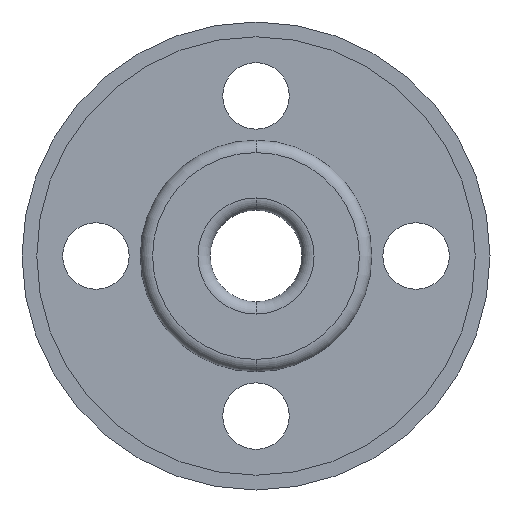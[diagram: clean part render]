
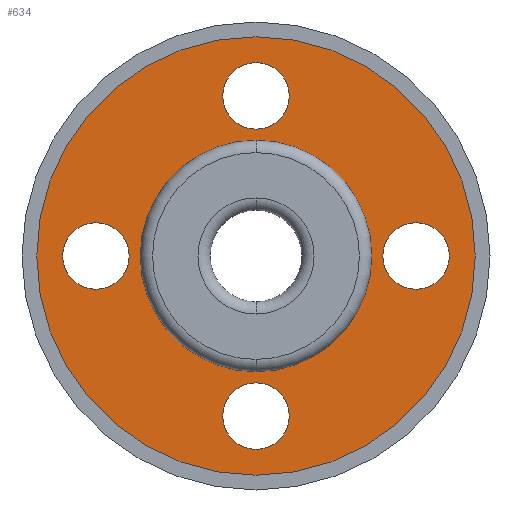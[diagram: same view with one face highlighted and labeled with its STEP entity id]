
A CAD part, front view. The second image highlights one B-rep face of the part: STEP entity #634.
In plain terms, the highlighted planar face has unit normal (0, -1, 0).
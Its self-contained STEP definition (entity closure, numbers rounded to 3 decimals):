
#3 = DIRECTION ( 'NONE',  ( 0., 0., 1. ) ) ;
#8 = EDGE_CURVE ( 'NONE', #835, #1109, #826, .T. ) ;
#10 = AXIS2_PLACEMENT_3D ( 'NONE', #1183, #1263, #1069 ) ;
#26 = VERTEX_POINT ( 'NONE', #1306 ) ;
#61 = ORIENTED_EDGE ( 'NONE', *, *, #1329, .T. ) ;
#65 = PLANE ( 'NONE',  #499 ) ;
#76 = DIRECTION ( 'NONE',  ( 0., 0., 1. ) ) ;
#91 = CARTESIAN_POINT ( 'NONE',  ( 0., 9., -23.5 ) ) ;
#93 = CARTESIAN_POINT ( 'NONE',  ( 0., 9., 23.5 ) ) ;
#94 = AXIS2_PLACEMENT_3D ( 'NONE', #275, #473, #689 ) ;
#126 = DIRECTION ( 'NONE',  ( 0., 0., -1. ) ) ;
#132 = CIRCLE ( 'NONE', #999, 6.75 ) ;
#138 = EDGE_LOOP ( 'NONE', ( #1043, #1211 ) ) ;
#162 = ORIENTED_EDGE ( 'NONE', *, *, #207, .F. ) ;
#167 = EDGE_LOOP ( 'NONE', ( #268, #61 ) ) ;
#207 = EDGE_CURVE ( 'NONE', #905, #734, #542, .T. ) ;
#233 = VERTEX_POINT ( 'NONE', #93 ) ;
#237 = DIRECTION ( 'NONE',  ( 0., -1., 0. ) ) ;
#240 = AXIS2_PLACEMENT_3D ( 'NONE', #736, #1165, #126 ) ;
#251 = ORIENTED_EDGE ( 'NONE', *, *, #287, .F. ) ;
#267 = AXIS2_PLACEMENT_3D ( 'NONE', #364, #768, #667 ) ;
#268 = ORIENTED_EDGE ( 'NONE', *, *, #563, .T. ) ;
#275 = CARTESIAN_POINT ( 'NONE',  ( 0., 9., 0. ) ) ;
#287 = EDGE_CURVE ( 'NONE', #1169, #742, #1262, .T. ) ;
#309 = CARTESIAN_POINT ( 'NONE',  ( 39.25, 9., 0. ) ) ;
#310 = CIRCLE ( 'NONE', #267, 6.75 ) ;
#325 = CIRCLE ( 'NONE', #1068, 6.75 ) ;
#344 = CARTESIAN_POINT ( 'NONE',  ( 0., 9., 25.75 ) ) ;
#364 = CARTESIAN_POINT ( 'NONE',  ( 32.5, 9., 0. ) ) ;
#365 = EDGE_LOOP ( 'NONE', ( #1289, #1226 ) ) ;
#387 = FACE_BOUND ( 'NONE', #138, .T. ) ;
#431 = CIRCLE ( 'NONE', #1197, 23.5 ) ;
#437 = CARTESIAN_POINT ( 'NONE',  ( 0., 9., 32.5 ) ) ;
#449 = CARTESIAN_POINT ( 'NONE',  ( -39.25, 9., 0. ) ) ;
#461 = CIRCLE ( 'NONE', #10, 44.5 ) ;
#473 = DIRECTION ( 'NONE',  ( 0., 1., 0. ) ) ;
#499 = AXIS2_PLACEMENT_3D ( 'NONE', #785, #1006, #891 ) ;
#518 = DIRECTION ( 'NONE',  ( 1., 0., 0. ) ) ;
#527 = DIRECTION ( 'NONE',  ( -1., 0., 0. ) ) ;
#536 = EDGE_CURVE ( 'NONE', #669, #1093, #310, .T. ) ;
#542 = CIRCLE ( 'NONE', #919, 6.75 ) ;
#563 = EDGE_CURVE ( 'NONE', #233, #590, #871, .T. ) ;
#565 = AXIS2_PLACEMENT_3D ( 'NONE', #622, #816, #518 ) ;
#578 = FACE_OUTER_BOUND ( 'NONE', #365, .T. ) ;
#590 = VERTEX_POINT ( 'NONE', #91 ) ;
#597 = FACE_BOUND ( 'NONE', #1132, .T. ) ;
#600 = DIRECTION ( 'NONE',  ( 0., 0., -1. ) ) ;
#622 = CARTESIAN_POINT ( 'NONE',  ( 32.5, 9., 0. ) ) ;
#630 = ORIENTED_EDGE ( 'NONE', *, *, #772, .F. ) ;
#634 = ADVANCED_FACE ( 'NONE', ( #597, #387, #688, #1026, #679, #578 ), #65, .T. ) ;
#639 = DIRECTION ( 'NONE',  ( 0., -1., 0. ) ) ;
#648 = DIRECTION ( 'NONE',  ( 0., -1., 0. ) ) ;
#649 = DIRECTION ( 'NONE',  ( 0., 0., 1. ) ) ;
#661 = EDGE_LOOP ( 'NONE', ( #748, #162 ) ) ;
#667 = DIRECTION ( 'NONE',  ( 1., 0., 0. ) ) ;
#669 = VERTEX_POINT ( 'NONE', #833 ) ;
#679 = FACE_BOUND ( 'NONE', #167, .T. ) ;
#688 = FACE_BOUND ( 'NONE', #784, .T. ) ;
#689 = DIRECTION ( 'NONE',  ( 0., 0., 1. ) ) ;
#709 = DIRECTION ( 'NONE',  ( 0., -1., 0. ) ) ;
#715 = DIRECTION ( 'NONE',  ( 0., 1., 0. ) ) ;
#727 = CARTESIAN_POINT ( 'NONE',  ( 0., 9., -39.25 ) ) ;
#734 = VERTEX_POINT ( 'NONE', #727 ) ;
#736 = CARTESIAN_POINT ( 'NONE',  ( 0., 9., -32.5 ) ) ;
#742 = VERTEX_POINT ( 'NONE', #1056 ) ;
#748 = ORIENTED_EDGE ( 'NONE', *, *, #1122, .F. ) ;
#768 = DIRECTION ( 'NONE',  ( 0., -1., 0. ) ) ;
#770 = ORIENTED_EDGE ( 'NONE', *, *, #536, .F. ) ;
#772 = EDGE_CURVE ( 'NONE', #1093, #669, #825, .T. ) ;
#780 = AXIS2_PLACEMENT_3D ( 'NONE', #804, #1103, #76 ) ;
#784 = EDGE_LOOP ( 'NONE', ( #630, #770 ) ) ;
#785 = CARTESIAN_POINT ( 'NONE',  ( 0., 9., 0. ) ) ;
#792 = CARTESIAN_POINT ( 'NONE',  ( 0., 9., 0. ) ) ;
#804 = CARTESIAN_POINT ( 'NONE',  ( 0., 9., 0. ) ) ;
#816 = DIRECTION ( 'NONE',  ( 0., -1., 0. ) ) ;
#818 = EDGE_CURVE ( 'NONE', #26, #889, #916, .T. ) ;
#825 = CIRCLE ( 'NONE', #565, 6.75 ) ;
#826 = CIRCLE ( 'NONE', #94, 44.5 ) ;
#833 = CARTESIAN_POINT ( 'NONE',  ( 25.75, 9., 0. ) ) ;
#835 = VERTEX_POINT ( 'NONE', #1076 ) ;
#857 = CARTESIAN_POINT ( 'NONE',  ( -32.5, 9., 0. ) ) ;
#871 = CIRCLE ( 'NONE', #780, 23.5 ) ;
#889 = VERTEX_POINT ( 'NONE', #344 ) ;
#891 = DIRECTION ( 'NONE',  ( 0., 0., -1. ) ) ;
#905 = VERTEX_POINT ( 'NONE', #1276 ) ;
#907 = EDGE_CURVE ( 'NONE', #1109, #835, #461, .T. ) ;
#916 = CIRCLE ( 'NONE', #1323, 6.75 ) ;
#919 = AXIS2_PLACEMENT_3D ( 'NONE', #921, #709, #600 ) ;
#921 = CARTESIAN_POINT ( 'NONE',  ( 0., 9., -32.5 ) ) ;
#935 = DIRECTION ( 'NONE',  ( 0., -1., 0. ) ) ;
#967 = AXIS2_PLACEMENT_3D ( 'NONE', #1159, #935, #527 ) ;
#999 = AXIS2_PLACEMENT_3D ( 'NONE', #1292, #639, #1188 ) ;
#1006 = DIRECTION ( 'NONE',  ( 0., -1., 0. ) ) ;
#1026 = FACE_BOUND ( 'NONE', #661, .T. ) ;
#1043 = ORIENTED_EDGE ( 'NONE', *, *, #818, .F. ) ;
#1056 = CARTESIAN_POINT ( 'NONE',  ( -25.75, 9., 0. ) ) ;
#1068 = AXIS2_PLACEMENT_3D ( 'NONE', #857, #648, #1088 ) ;
#1069 = DIRECTION ( 'NONE',  ( 0., 0., 1. ) ) ;
#1076 = CARTESIAN_POINT ( 'NONE',  ( 0., 9., -44.5 ) ) ;
#1088 = DIRECTION ( 'NONE',  ( -1., 0., 0. ) ) ;
#1093 = VERTEX_POINT ( 'NONE', #309 ) ;
#1103 = DIRECTION ( 'NONE',  ( 0., 1., 0. ) ) ;
#1109 = VERTEX_POINT ( 'NONE', #1155 ) ;
#1122 = EDGE_CURVE ( 'NONE', #734, #905, #1297, .T. ) ;
#1132 = EDGE_LOOP ( 'NONE', ( #251, #1266 ) ) ;
#1155 = CARTESIAN_POINT ( 'NONE',  ( 0., 9., 44.5 ) ) ;
#1159 = CARTESIAN_POINT ( 'NONE',  ( -32.5, 9., 0. ) ) ;
#1165 = DIRECTION ( 'NONE',  ( 0., -1., 0. ) ) ;
#1169 = VERTEX_POINT ( 'NONE', #449 ) ;
#1183 = CARTESIAN_POINT ( 'NONE',  ( 0., 9., 0. ) ) ;
#1188 = DIRECTION ( 'NONE',  ( 0., 0., 1. ) ) ;
#1189 = EDGE_CURVE ( 'NONE', #889, #26, #132, .T. ) ;
#1197 = AXIS2_PLACEMENT_3D ( 'NONE', #792, #715, #3 ) ;
#1211 = ORIENTED_EDGE ( 'NONE', *, *, #1189, .F. ) ;
#1226 = ORIENTED_EDGE ( 'NONE', *, *, #8, .F. ) ;
#1262 = CIRCLE ( 'NONE', #967, 6.75 ) ;
#1263 = DIRECTION ( 'NONE',  ( 0., 1., 0. ) ) ;
#1264 = EDGE_CURVE ( 'NONE', #742, #1169, #325, .T. ) ;
#1266 = ORIENTED_EDGE ( 'NONE', *, *, #1264, .F. ) ;
#1276 = CARTESIAN_POINT ( 'NONE',  ( 0., 9., -25.75 ) ) ;
#1289 = ORIENTED_EDGE ( 'NONE', *, *, #907, .F. ) ;
#1292 = CARTESIAN_POINT ( 'NONE',  ( 0., 9., 32.5 ) ) ;
#1297 = CIRCLE ( 'NONE', #240, 6.75 ) ;
#1306 = CARTESIAN_POINT ( 'NONE',  ( 0., 9., 39.25 ) ) ;
#1323 = AXIS2_PLACEMENT_3D ( 'NONE', #437, #237, #649 ) ;
#1329 = EDGE_CURVE ( 'NONE', #590, #233, #431, .T. ) ;
